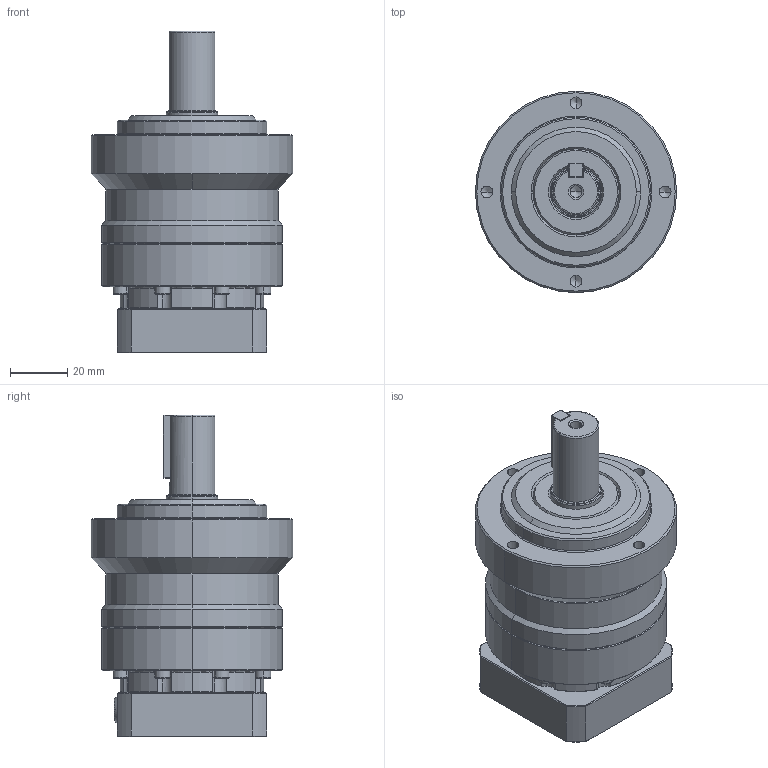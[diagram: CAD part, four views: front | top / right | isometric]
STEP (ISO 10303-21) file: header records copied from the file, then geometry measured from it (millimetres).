
FILE_DESCRIPTION (( 'STEP AP203' ), '1' );
FILE_NAME ('PGA070-10A1.step', '2019-12-03T14:53:16', ( '' ), ( '' ), 'SwSTEP 2.0', 'SolidWorks 2019', '' );
FILE_SCHEMA (( 'CONFIG_CONTROL_DESIGN' ));
Length unit declared in the file: inch
Products named in the file (1): PGA070-10A1
Bounding box: 70 x 70 x 112 mm (x, y, z)
Volume: 234060.8 mm3; surface area: 33962.7 mm2
Topology: 1 solids, 1 shells, 447 faces, 1137 edges, 694 vertices
Faces by surface type: plane 176, cylinder 117, cone 108, torus 46
Entity records: 13395 total; most frequent: CARTESIAN_POINT 2877, DIRECTION 2240, ORIENTED_EDGE 2174, EDGE_CURVE 1087, AXIS2_PLACEMENT_3D 877, VERTEX_POINT 694, EDGE_LOOP 505, LINE 486
